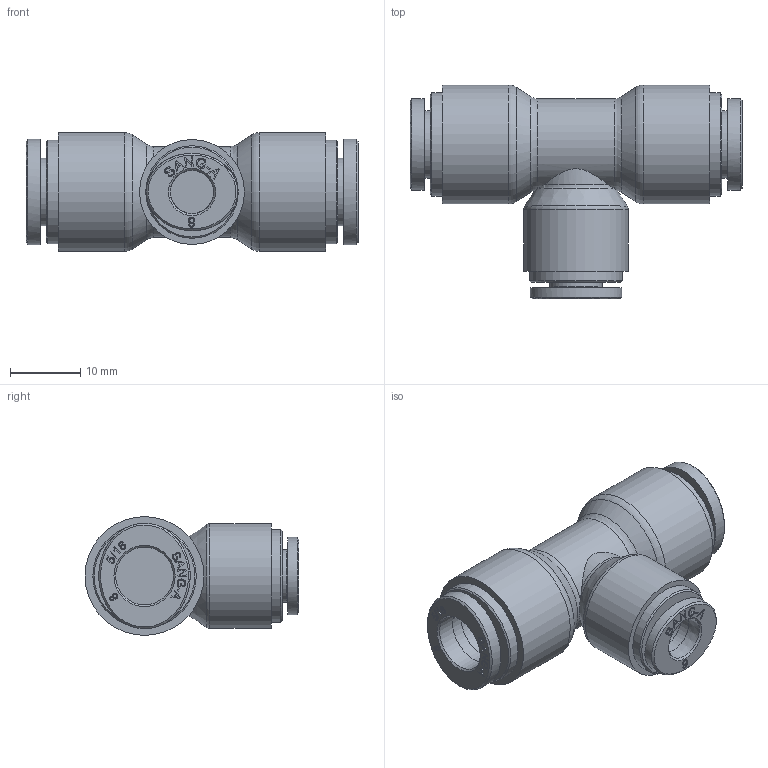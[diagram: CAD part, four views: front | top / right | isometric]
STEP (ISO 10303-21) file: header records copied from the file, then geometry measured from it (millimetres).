
FILE_DESCRIPTION((''),'2;1');
FILE_NAME('HR-PUG 0806.stp','2020-03-19T16:47:15',('user'),(''),'Autodesk Inventor 2013','Autodesk Inventor 2013','');
FILE_SCHEMA(('AUTOMOTIVE_DESIGN { 1 0 10303 214 1 1 1 1 }'));
Length unit declared in the file: millimetre
Products named in the file (8): 조립품24; HR-PUG 0806 BODY; HR-COLLAR 06; HR-Collar 06L(SUS); HR-SLEEVE 06; HR-COLLAR 08; HR-Collar 08L(SUS); HR-SLEEVE 08
Assembly tree (8 placements, depth 3):
  조립품24
    HR-PUG 0806 BODY
    HR-COLLAR 06
      HR-Collar 06L(SUS)
      HR-SLEEVE 06
    HR-COLLAR 08  x2
      HR-Collar 08L(SUS)
      HR-SLEEVE 08
Bounding box: 47.2 x 30.4 x 16.9 mm (x, y, z)
Volume: 8505.6 mm3; surface area: 5972.7 mm2
Topology: 7 solids, 7 shells, 456 faces, 1168 edges, 774 vertices
Faces by surface type: plane 230, bspline 186, cylinder 20, cone 13, torus 7
Full cylindrical faces by diameter (mm): 6.198 x1, 6.2 x1, 7.5 x1, 8.2 x6, 9.6 x2, 13.15 x1, 14.7 x2, 14.9 x1, 16.9 x2
Entity records: 9706 total; most frequent: CARTESIAN_POINT 3245, ORIENTED_EDGE 1432, DIRECTION 919, EDGE_CURVE 716, VERTEX_POINT 491, VECTOR 431, LINE 431, EDGE_LOOP 365
